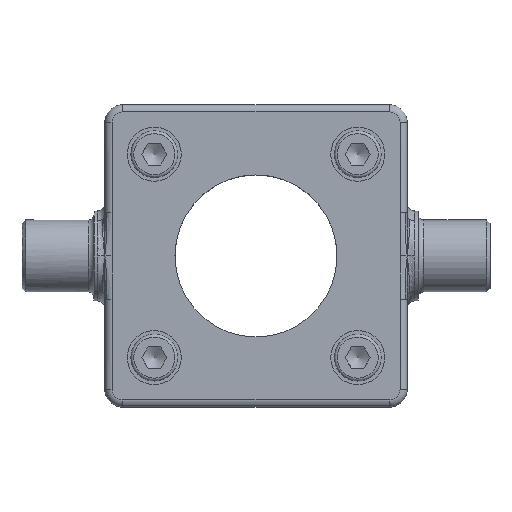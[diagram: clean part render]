
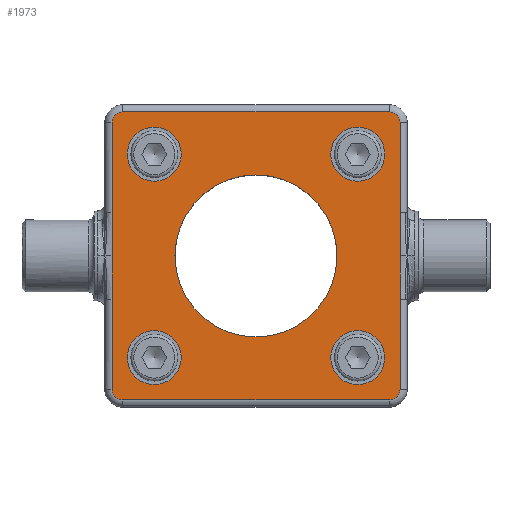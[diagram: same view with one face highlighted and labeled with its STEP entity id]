
A CAD part, top view. The second image highlights one B-rep face of the part: STEP entity #1973.
In plain terms, the highlighted planar face has unit normal (0, 0, 1).
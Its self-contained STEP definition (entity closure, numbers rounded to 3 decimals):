
#129=FACE_BOUND('',#638,.T.);
#130=FACE_BOUND('',#639,.T.);
#131=FACE_BOUND('',#640,.T.);
#132=FACE_BOUND('',#641,.T.);
#133=FACE_BOUND('',#642,.T.);
#193=PLANE('',#2165);
#206=LINE('',#3220,#292);
#207=LINE('',#3297,#293);
#208=LINE('',#3876,#294);
#209=LINE('',#3953,#295);
#259=LINE('',#4539,#345);
#261=LINE('',#4551,#347);
#263=LINE('',#4560,#349);
#265=LINE('',#4600,#351);
#267=LINE('',#4612,#353);
#269=LINE('',#4621,#355);
#292=VECTOR('',#2223,12.);
#293=VECTOR('',#2228,12.);
#294=VECTOR('',#2239,12.);
#295=VECTOR('',#2244,12.);
#345=VECTOR('',#2504,25.);
#347=VECTOR('',#2518,74.);
#349=VECTOR('',#2530,25.);
#351=VECTOR('',#2548,25.);
#353=VECTOR('',#2562,74.);
#355=VECTOR('',#2574,25.);
#478=FACE_OUTER_BOUND('',#637,.T.);
#637=EDGE_LOOP('',(#1608,#1609,#1610,#1611,#1612,#1613,#1614,#1615,#1616,
#1617,#1618,#1619,#1620,#1621));
#638=EDGE_LOOP('',(#1622));
#639=EDGE_LOOP('',(#1623));
#640=EDGE_LOOP('',(#1624));
#641=EDGE_LOOP('',(#1625));
#642=EDGE_LOOP('',(#1626));
#744=CIRCLE('',#2123,3.);
#748=CIRCLE('',#2129,3.);
#756=CIRCLE('',#2142,3.);
#760=CIRCLE('',#2148,3.);
#768=CIRCLE('',#2166,22.5);
#769=CIRCLE('',#2167,7.5);
#770=CIRCLE('',#2168,7.5);
#771=CIRCLE('',#2169,7.5);
#772=CIRCLE('',#2170,7.5);
#833=VERTEX_POINT('',#3210);
#834=VERTEX_POINT('',#3219);
#836=VERTEX_POINT('',#3295);
#849=VERTEX_POINT('',#3866);
#850=VERTEX_POINT('',#3875);
#852=VERTEX_POINT('',#3951);
#941=VERTEX_POINT('',#4535);
#943=VERTEX_POINT('',#4541);
#945=VERTEX_POINT('',#4547);
#947=VERTEX_POINT('',#4553);
#953=VERTEX_POINT('',#4596);
#955=VERTEX_POINT('',#4602);
#957=VERTEX_POINT('',#4608);
#959=VERTEX_POINT('',#4614);
#971=VERTEX_POINT('',#4681);
#972=VERTEX_POINT('',#4683);
#973=VERTEX_POINT('',#4685);
#974=VERTEX_POINT('',#4687);
#975=VERTEX_POINT('',#4689);
#1011=EDGE_CURVE('',#833,#834,#206,.T.);
#1015=EDGE_CURVE('',#836,#833,#207,.T.);
#1033=EDGE_CURVE('',#849,#850,#208,.T.);
#1037=EDGE_CURVE('',#852,#849,#209,.T.);
#1155=EDGE_CURVE('',#834,#941,#259,.T.);
#1158=EDGE_CURVE('',#941,#943,#744,.T.);
#1161=EDGE_CURVE('',#943,#945,#261,.T.);
#1164=EDGE_CURVE('',#945,#947,#748,.T.);
#1166=EDGE_CURVE('',#947,#852,#263,.T.);
#1175=EDGE_CURVE('',#850,#953,#265,.T.);
#1178=EDGE_CURVE('',#953,#955,#756,.T.);
#1181=EDGE_CURVE('',#955,#957,#267,.T.);
#1184=EDGE_CURVE('',#957,#959,#760,.T.);
#1186=EDGE_CURVE('',#959,#836,#269,.T.);
#1205=EDGE_CURVE('',#971,#971,#768,.T.);
#1206=EDGE_CURVE('',#972,#972,#769,.T.);
#1207=EDGE_CURVE('',#973,#973,#770,.T.);
#1208=EDGE_CURVE('',#974,#974,#771,.T.);
#1209=EDGE_CURVE('',#975,#975,#772,.T.);
#1608=ORIENTED_EDGE('',*,*,#1015,.F.);
#1609=ORIENTED_EDGE('',*,*,#1186,.F.);
#1610=ORIENTED_EDGE('',*,*,#1184,.F.);
#1611=ORIENTED_EDGE('',*,*,#1181,.F.);
#1612=ORIENTED_EDGE('',*,*,#1178,.F.);
#1613=ORIENTED_EDGE('',*,*,#1175,.F.);
#1614=ORIENTED_EDGE('',*,*,#1033,.F.);
#1615=ORIENTED_EDGE('',*,*,#1037,.F.);
#1616=ORIENTED_EDGE('',*,*,#1166,.F.);
#1617=ORIENTED_EDGE('',*,*,#1164,.F.);
#1618=ORIENTED_EDGE('',*,*,#1161,.F.);
#1619=ORIENTED_EDGE('',*,*,#1158,.F.);
#1620=ORIENTED_EDGE('',*,*,#1155,.F.);
#1621=ORIENTED_EDGE('',*,*,#1011,.F.);
#1622=ORIENTED_EDGE('',*,*,#1205,.T.);
#1623=ORIENTED_EDGE('',*,*,#1206,.T.);
#1624=ORIENTED_EDGE('',*,*,#1207,.T.);
#1625=ORIENTED_EDGE('',*,*,#1208,.T.);
#1626=ORIENTED_EDGE('',*,*,#1209,.T.);
#1973=ADVANCED_FACE('',(#478,#129,#130,#131,#132,#133),#193,.T.);
#2123=AXIS2_PLACEMENT_3D('',#4545,#2511,#2512);
#2129=AXIS2_PLACEMENT_3D('',#4557,#2525,#2526);
#2142=AXIS2_PLACEMENT_3D('',#4606,#2555,#2556);
#2148=AXIS2_PLACEMENT_3D('',#4618,#2569,#2570);
#2165=AXIS2_PLACEMENT_3D('',#4680,#2614,#2615);
#2166=AXIS2_PLACEMENT_3D('',#4682,#2616,#2617);
#2167=AXIS2_PLACEMENT_3D('',#4684,#2618,#2619);
#2168=AXIS2_PLACEMENT_3D('',#4686,#2620,#2621);
#2169=AXIS2_PLACEMENT_3D('',#4688,#2622,#2623);
#2170=AXIS2_PLACEMENT_3D('',#4690,#2624,#2625);
#2223=DIRECTION('',(0.,-1.,0.));
#2228=DIRECTION('',(0.,-1.,0.));
#2239=DIRECTION('',(0.,1.,0.));
#2244=DIRECTION('',(0.,1.,0.));
#2504=DIRECTION('',(0.,-1.,0.));
#2511=DIRECTION('center_axis',(0.,0.,-1.));
#2512=DIRECTION('ref_axis',(0.707,-0.707,0.));
#2518=DIRECTION('',(-1.,0.,0.));
#2525=DIRECTION('center_axis',(0.,0.,-1.));
#2526=DIRECTION('ref_axis',(-0.707,-0.707,0.));
#2530=DIRECTION('',(0.,1.,0.));
#2548=DIRECTION('',(0.,1.,0.));
#2555=DIRECTION('center_axis',(0.,0.,-1.));
#2556=DIRECTION('ref_axis',(-0.707,0.707,0.));
#2562=DIRECTION('',(1.,0.,0.));
#2569=DIRECTION('center_axis',(0.,0.,-1.));
#2570=DIRECTION('ref_axis',(0.707,0.707,0.));
#2574=DIRECTION('',(0.,-1.,0.));
#2614=DIRECTION('center_axis',(0.,0.,1.));
#2615=DIRECTION('ref_axis',(-1.,0.,0.));
#2616=DIRECTION('center_axis',(0.,0.,-1.));
#2617=DIRECTION('ref_axis',(1.,0.,0.));
#2618=DIRECTION('center_axis',(0.,0.,-1.));
#2619=DIRECTION('ref_axis',(-1.,0.,0.));
#2620=DIRECTION('center_axis',(0.,0.,-1.));
#2621=DIRECTION('ref_axis',(-1.,0.,0.));
#2622=DIRECTION('center_axis',(0.,0.,-1.));
#2623=DIRECTION('ref_axis',(-1.,0.,0.));
#2624=DIRECTION('center_axis',(0.,0.,-1.));
#2625=DIRECTION('ref_axis',(-1.,0.,0.));
#3210=CARTESIAN_POINT('',(40.,0.,24.));
#3219=CARTESIAN_POINT('',(40.,-12.,24.));
#3220=CARTESIAN_POINT('',(40.,0.,24.));
#3295=CARTESIAN_POINT('',(40.,12.,24.));
#3297=CARTESIAN_POINT('',(40.,0.,24.));
#3866=CARTESIAN_POINT('',(-40.,0.,24.));
#3875=CARTESIAN_POINT('',(-40.,12.,24.));
#3876=CARTESIAN_POINT('',(-40.,0.,24.));
#3951=CARTESIAN_POINT('',(-40.,-12.,24.));
#3953=CARTESIAN_POINT('',(-40.,0.,24.));
#4535=CARTESIAN_POINT('',(40.,-37.,24.));
#4539=CARTESIAN_POINT('',(40.,21.,24.));
#4541=CARTESIAN_POINT('',(37.,-40.,24.));
#4545=CARTESIAN_POINT('Origin',(37.,-37.,24.));
#4547=CARTESIAN_POINT('',(-37.,-40.,24.));
#4551=CARTESIAN_POINT('',(21.,-40.,24.));
#4553=CARTESIAN_POINT('',(-40.,-37.,24.));
#4557=CARTESIAN_POINT('Origin',(-37.,-37.,24.));
#4560=CARTESIAN_POINT('',(-40.,-21.,24.));
#4596=CARTESIAN_POINT('',(-40.,37.,24.));
#4600=CARTESIAN_POINT('',(-40.,-21.,24.));
#4602=CARTESIAN_POINT('',(-37.,40.,24.));
#4606=CARTESIAN_POINT('Origin',(-37.,37.,24.));
#4608=CARTESIAN_POINT('',(37.,40.,24.));
#4612=CARTESIAN_POINT('',(-21.,40.,24.));
#4614=CARTESIAN_POINT('',(40.,37.,24.));
#4618=CARTESIAN_POINT('Origin',(37.,37.,24.));
#4621=CARTESIAN_POINT('',(40.,21.,24.));
#4680=CARTESIAN_POINT('Origin',(0.,0.,
24.));
#4681=CARTESIAN_POINT('',(-22.5,0.,24.));
#4682=CARTESIAN_POINT('Origin',(0.,0.,24.));
#4683=CARTESIAN_POINT('',(-35.75,-28.25,24.));
#4684=CARTESIAN_POINT('Origin',(-28.25,-28.25,24.));
#4685=CARTESIAN_POINT('',(20.75,28.25,24.));
#4686=CARTESIAN_POINT('Origin',(28.25,28.25,24.));
#4687=CARTESIAN_POINT('',(20.75,-28.25,24.));
#4688=CARTESIAN_POINT('Origin',(28.25,-28.25,24.));
#4689=CARTESIAN_POINT('',(-35.75,28.25,24.));
#4690=CARTESIAN_POINT('Origin',(-28.25,28.25,24.));
